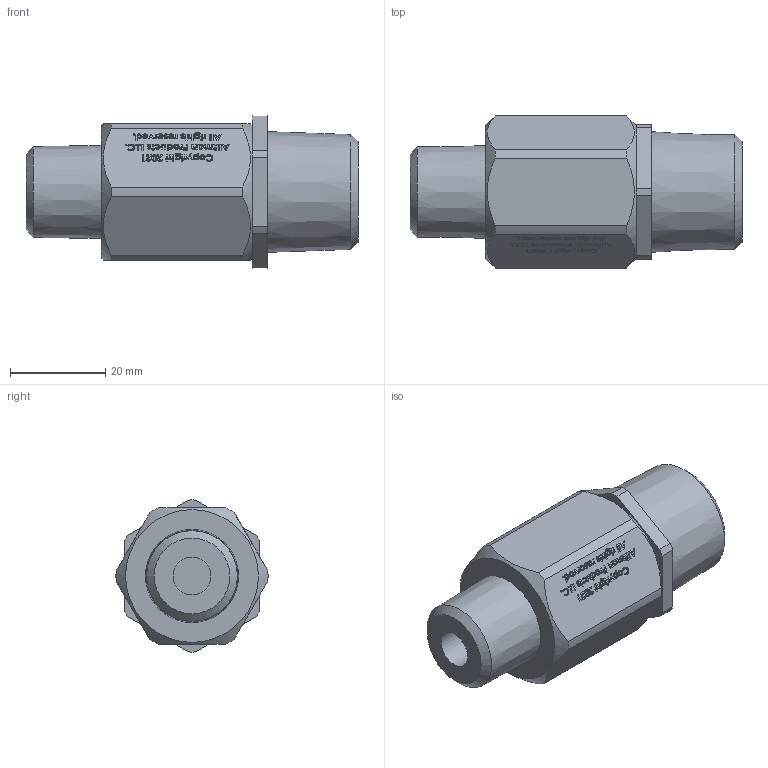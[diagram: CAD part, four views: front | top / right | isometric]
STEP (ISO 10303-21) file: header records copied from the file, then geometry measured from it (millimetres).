
FILE_DESCRIPTION (( 'STEP AP203' ), '1' );
FILE_NAME ('B2400-B85 CHECK VALVE ASSEMBLY.STEP', '2021-07-23T14:34:23', ( '' ), ( '' ), 'SwSTEP 2.0', 'SolidWorks 2018', '' );
FILE_SCHEMA (( 'CONFIG_CONTROL_DESIGN' ));
Products named in the file (1): B2400-B85   CHECK VALVE ASSEMBLY
Bounding box: 69.88 x 32 x 32 mm (x, y, z)
Volume: 36599.8 mm3; surface area: 8157.1 mm2
Topology: 1 solids, 1 shells, 1317 faces, 3500 edges, 2333 vertices
Faces by surface type: plane 750, bspline 547, cylinder 14, cone 6
Full cylindrical faces by diameter (mm): 7.938 x1, 7.95 x1
Entity records: 75521 total; most frequent: CARTESIAN_POINT 46457, ORIENTED_EDGE 6978, DIRECTION 3961, EDGE_CURVE 3489, VECTOR 2347, LINE 2347, VERTEX_POINT 2330, EDGE_LOOP 1473
